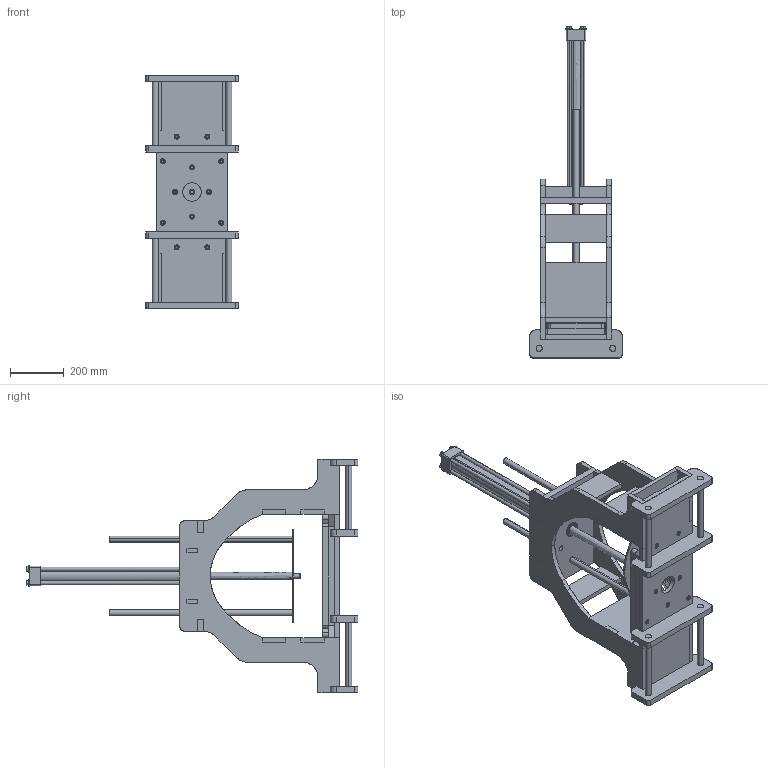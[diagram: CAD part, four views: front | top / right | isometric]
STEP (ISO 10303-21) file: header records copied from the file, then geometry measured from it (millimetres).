
FILE_DESCRIPTION(('FreeCAD Model'),'2;1');
FILE_NAME('Open CASCADE Shape Model','2025-04-27T21:28:13',('FreeCAD'),( 'FreeCAD'),'Open CASCADE STEP processor 7.6','FreeCAD','Unknown');
FILE_SCHEMA(('AUTOMOTIVE_DESIGN { 1 0 10303 214 1 1 1 1 }'));
Products named in the file (1): Open CASCADE STEP translator 7.6 1
Bounding box: 341.76 x 1228.95 x 865.79 mm (x, y, z)
Surface area: 3529247.2 mm2 (no closed solid volume)
Topology: 0 solids, 1296 shells, 1296 faces, 17026 edges, 17000 vertices
Faces by surface type: bspline 1296
Entity records: 161651 total; most frequent: CARTESIAN_POINT 87306, ORIENTED_EDGE 17000, EDGE_CURVE 17000, VERTEX_POINT 17000, B_SPLINE_CURVE_WITH_KNOTS 15734, FACE_BOUND 1492, EDGE_LOOP 1492, SHELL_BASED_SURFACE_MODEL 1296
